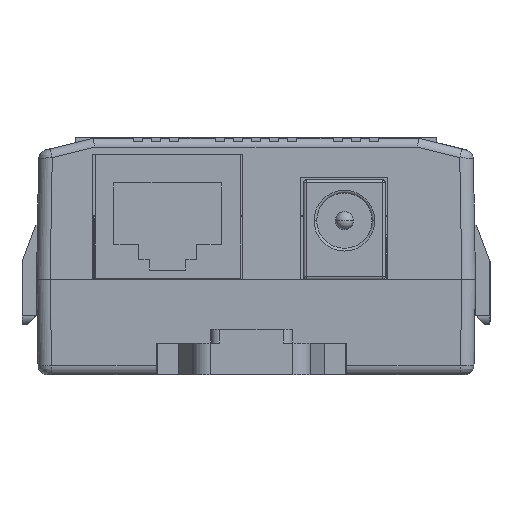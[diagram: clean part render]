
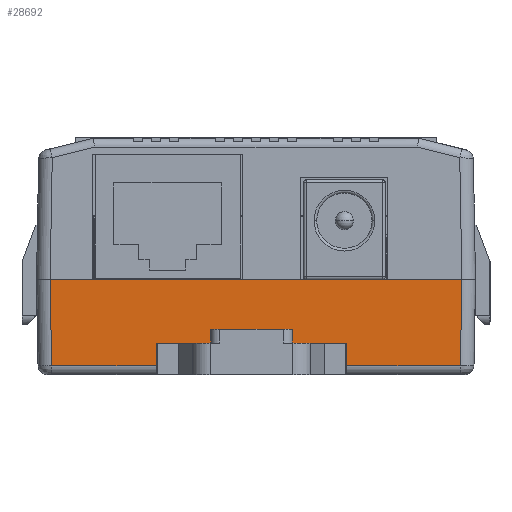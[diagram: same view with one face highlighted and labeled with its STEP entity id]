
A CAD part, front view. The second image highlights one B-rep face of the part: STEP entity #28692.
In plain terms, the highlighted face is planar.
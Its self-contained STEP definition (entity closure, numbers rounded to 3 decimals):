
#608 = DIRECTION ( 'NONE',  ( 0., 1., 0. ) ) ;
#1683 = EDGE_CURVE ( 'NONE', #5564, #38761, #20020, .T. ) ;
#2051 = CARTESIAN_POINT ( 'NONE',  ( -38.7, 11., 1.6 ) ) ;
#3430 = VERTEX_POINT ( 'NONE', #32622 ) ;
#3476 = CARTESIAN_POINT ( 'NONE',  ( -38.534, 22.534, -7.917 ) ) ;
#4160 = ORIENTED_EDGE ( 'NONE', *, *, #25310, .T. ) ;
#4707 = VECTOR ( 'NONE', #37612, 1000. ) ;
#5021 = ORIENTED_EDGE ( 'NONE', *, *, #12466, .F. ) ;
#5464 = CARTESIAN_POINT ( 'NONE',  ( -38.517, 22.517, -8.874 ) ) ;
#5564 = VERTEX_POINT ( 'NONE', #31356 ) ;
#5822 = DIRECTION ( 'NONE',  ( 0.017, 0., -1. ) ) ;
#7202 = VECTOR ( 'NONE', #8898, 1000. ) ;
#8819 = VECTOR ( 'NONE', #5822, 1000. ) ;
#8898 = DIRECTION ( 'NONE',  ( 0.017, 0., -1. ) ) ;
#8902 = DIRECTION ( 'NONE',  ( 1., 0., 0.017 ) ) ;
#9128 = EDGE_CURVE ( 'NONE', #24571, #39216, #16049, .T. ) ;
#11051 = CARTESIAN_POINT ( 'NONE',  ( -38.7, -22.7, 1.6 ) ) ;
#12466 = EDGE_CURVE ( 'NONE', #38761, #3430, #29133, .T. ) ;
#12889 = ORIENTED_EDGE ( 'NONE', *, *, #9128, .T. ) ;
#14449 = CARTESIAN_POINT ( 'NONE',  ( -38.7, 0., 1.6 ) ) ;
#16049 = LINE ( 'NONE', #40870, #41251 ) ;
#18104 = FACE_OUTER_BOUND ( 'NONE', #18772, .T. ) ;
#18552 = AXIS2_PLACEMENT_3D ( 'NONE', #39624, #8902, #32897 ) ;
#18772 = EDGE_LOOP ( 'NONE', ( #33915, #12889, #20782, #34259, #4160, #43134, #5021, #41245 ) ) ;
#19412 = VERTEX_POINT ( 'NONE', #22736 ) ;
#20020 = LINE ( 'NONE', #38044, #37191 ) ;
#20500 = CARTESIAN_POINT ( 'NONE',  ( -38.534, 11., -7.917 ) ) ;
#20782 = ORIENTED_EDGE ( 'NONE', *, *, #42381, .T. ) ;
#21989 = EDGE_CURVE ( 'NONE', #43140, #3430, #31010, .T. ) ;
#22394 = CARTESIAN_POINT ( 'NONE',  ( -38.534, -22.534, -7.917 ) ) ;
#22512 = VERTEX_POINT ( 'NONE', #11051 ) ;
#22736 = CARTESIAN_POINT ( 'NONE',  ( -38.7, 22.7, 1.6 ) ) ;
#22892 = CARTESIAN_POINT ( 'NONE',  ( -38.7, -22.701, 1.626 ) ) ;
#23633 = DIRECTION ( 'NONE',  ( 0., -1., 0. ) ) ;
#24549 = EDGE_CURVE ( 'NONE', #5564, #24571, #35117, .T. ) ;
#24571 = VERTEX_POINT ( 'NONE', #33100 ) ;
#25310 = EDGE_CURVE ( 'NONE', #19412, #43140, #43041, .T. ) ;
#26340 = CARTESIAN_POINT ( 'NONE',  ( -38.7, -10., 1.6 ) ) ;
#27336 = VECTOR ( 'NONE', #31578, 1000. ) ;
#28401 = LINE ( 'NONE', #14449, #27336 ) ;
#28692 = ADVANCED_FACE ( 'NONE', ( #18104 ), #29433, .F. ) ;
#29133 = LINE ( 'NONE', #2051, #7202 ) ;
#29433 = PLANE ( 'NONE',  #18552 ) ;
#29435 = DIRECTION ( 'NONE',  ( 0.017, -0.017, -1. ) ) ;
#31010 = LINE ( 'NONE', #20500, #4707 ) ;
#31356 = CARTESIAN_POINT ( 'NONE',  ( -38.578, -10., -5.4 ) ) ;
#31578 = DIRECTION ( 'NONE',  ( 0., 1., 0. ) ) ;
#32585 = LINE ( 'NONE', #22892, #41650 ) ;
#32622 = CARTESIAN_POINT ( 'NONE',  ( -38.534, 11., -7.917 ) ) ;
#32897 = DIRECTION ( 'NONE',  ( 0.017, 0., -1. ) ) ;
#33100 = CARTESIAN_POINT ( 'NONE',  ( -38.534, -10., -7.917 ) ) ;
#33243 = DIRECTION ( 'NONE',  ( -0.017, -0.017, 1. ) ) ;
#33915 = ORIENTED_EDGE ( 'NONE', *, *, #24549, .T. ) ;
#34259 = ORIENTED_EDGE ( 'NONE', *, *, #40747, .T. ) ;
#35034 = VECTOR ( 'NONE', #29435, 1000. ) ;
#35117 = LINE ( 'NONE', #26340, #8819 ) ;
#37191 = VECTOR ( 'NONE', #608, 1000. ) ;
#37612 = DIRECTION ( 'NONE',  ( 0., -1., 0. ) ) ;
#38044 = CARTESIAN_POINT ( 'NONE',  ( -38.578, 0., -5.4 ) ) ;
#38761 = VERTEX_POINT ( 'NONE', #44124 ) ;
#39216 = VERTEX_POINT ( 'NONE', #22394 ) ;
#39624 = CARTESIAN_POINT ( 'NONE',  ( -38.7, 0., 1.6 ) ) ;
#40747 = EDGE_CURVE ( 'NONE', #22512, #19412, #28401, .T. ) ;
#40870 = CARTESIAN_POINT ( 'NONE',  ( -38.534, -22.517, -7.917 ) ) ;
#41245 = ORIENTED_EDGE ( 'NONE', *, *, #1683, .F. ) ;
#41251 = VECTOR ( 'NONE', #23633, 1000. ) ;
#41650 = VECTOR ( 'NONE', #33243, 1000. ) ;
#42381 = EDGE_CURVE ( 'NONE', #39216, #22512, #32585, .T. ) ;
#43041 = LINE ( 'NONE', #5464, #35034 ) ;
#43134 = ORIENTED_EDGE ( 'NONE', *, *, #21989, .T. ) ;
#43140 = VERTEX_POINT ( 'NONE', #3476 ) ;
#44124 = CARTESIAN_POINT ( 'NONE',  ( -38.578, 11., -5.4 ) ) ;
